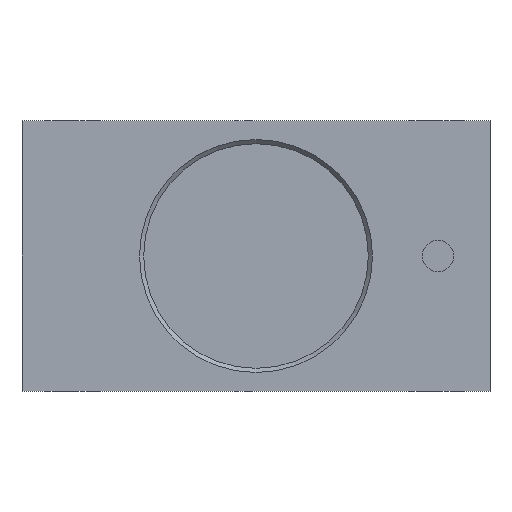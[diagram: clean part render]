
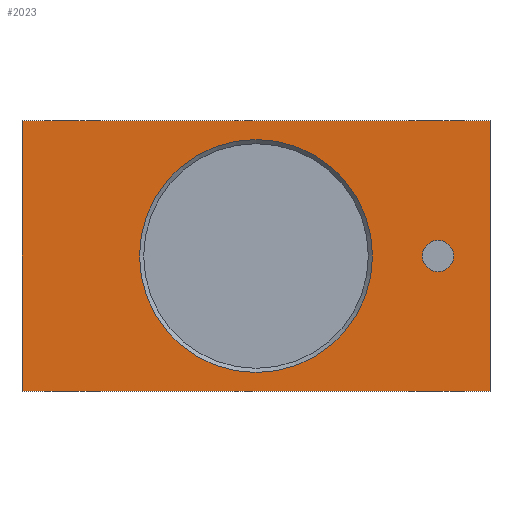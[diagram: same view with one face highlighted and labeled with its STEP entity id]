
A CAD part, front view. The second image highlights one B-rep face of the part: STEP entity #2023.
In plain terms, the highlighted planar face has unit normal (0, -1, 0).
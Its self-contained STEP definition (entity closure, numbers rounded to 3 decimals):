
#38=LINE('',#3341,#163);
#39=LINE('',#3344,#164);
#40=LINE('',#3346,#165);
#41=LINE('',#3348,#166);
#163=VECTOR('',#2488,1000.);
#164=VECTOR('',#2489,1000.);
#165=VECTOR('',#2490,1000.);
#166=VECTOR('',#2491,1000.);
#321=PLANE('',#2194);
#399=CIRCLE('',#2195,11.2);
#400=CIRCLE('',#2196,1.5);
#588=ORIENTED_EDGE('',*,*,#1131,.F.);
#589=ORIENTED_EDGE('',*,*,#1132,.F.);
#590=ORIENTED_EDGE('',*,*,#1133,.T.);
#591=ORIENTED_EDGE('',*,*,#1134,.F.);
#592=ORIENTED_EDGE('',*,*,#1135,.F.);
#593=ORIENTED_EDGE('',*,*,#1136,.T.);
#1131=EDGE_CURVE('',#1396,#1396,#399,.T.);
#1132=EDGE_CURVE('',#1397,#1397,#400,.T.);
#1133=EDGE_CURVE('',#1398,#1399,#38,.T.);
#1134=EDGE_CURVE('',#1400,#1399,#39,.T.);
#1135=EDGE_CURVE('',#1401,#1400,#40,.T.);
#1136=EDGE_CURVE('',#1401,#1398,#41,.T.);
#1396=VERTEX_POINT('',#3338);
#1397=VERTEX_POINT('',#3340);
#1398=VERTEX_POINT('',#3342);
#1399=VERTEX_POINT('',#3343);
#1400=VERTEX_POINT('',#3345);
#1401=VERTEX_POINT('',#3347);
#1626=EDGE_LOOP('',(#588));
#1627=EDGE_LOOP('',(#589));
#1628=EDGE_LOOP('',(#590,#591,#592,#593));
#1809=FACE_BOUND('',#1626,.T.);
#1810=FACE_BOUND('',#1627,.T.);
#1811=FACE_BOUND('',#1628,.T.);
#2023=ADVANCED_FACE('',(#1809,#1810,#1811),#321,.F.);
#2194=AXIS2_PLACEMENT_3D('',#3336,#2482,#2483);
#2195=AXIS2_PLACEMENT_3D('',#3337,#2484,#2485);
#2196=AXIS2_PLACEMENT_3D('',#3339,#2486,#2487);
#2482=DIRECTION('',(0.,1.,0.));
#2483=DIRECTION('',(0.,0.,1.));
#2484=DIRECTION('',(0.,-1.,0.));
#2485=DIRECTION('',(0.,0.,-1.));
#2486=DIRECTION('',(0.,-1.,0.));
#2487=DIRECTION('',(0.,0.,-1.));
#2488=DIRECTION('',(1.,0.,0.));
#2489=DIRECTION('',(0.,0.,-1.));
#2490=DIRECTION('',(1.,0.,0.));
#2491=DIRECTION('',(0.,0.,-1.));
#3336=CARTESIAN_POINT('',(-22.5,0.,13.));
#3337=CARTESIAN_POINT('',(0.,0.,0.));
#3338=CARTESIAN_POINT('',(0.,0.,-11.2));
#3339=CARTESIAN_POINT('',(17.5,0.,0.));
#3340=CARTESIAN_POINT('',(17.5,0.,-1.5));
#3341=CARTESIAN_POINT('',(-22.5,0.,-13.));
#3342=CARTESIAN_POINT('',(-22.5,0.,-13.));
#3343=CARTESIAN_POINT('',(22.5,0.,-13.));
#3344=CARTESIAN_POINT('',(22.5,0.,13.));
#3345=CARTESIAN_POINT('',(22.5,0.,13.));
#3346=CARTESIAN_POINT('',(-22.5,0.,13.));
#3347=CARTESIAN_POINT('',(-22.5,0.,13.));
#3348=CARTESIAN_POINT('',(-22.5,0.,13.));
